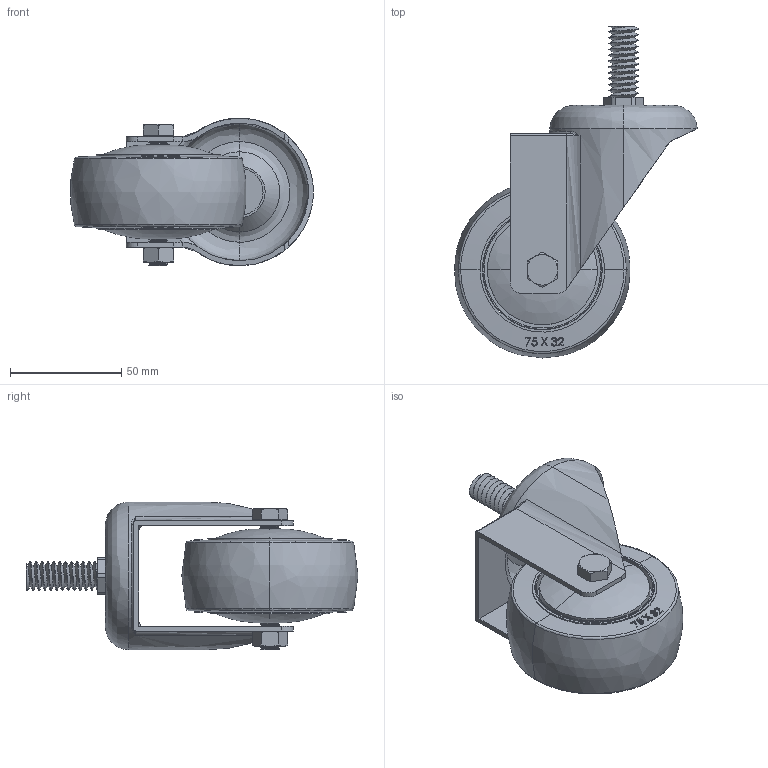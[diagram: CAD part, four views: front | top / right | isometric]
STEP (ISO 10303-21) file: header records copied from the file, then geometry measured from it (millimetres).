
FILE_DESCRIPTION(('FreeCAD Model'),'2;1');
FILE_NAME('Open CASCADE Shape Model','2025-05-01T15:18:04',('FreeCAD'),( 'FreeCAD'),'Open CASCADE STEP processor 7.6','FreeCAD','Unknown');
FILE_SCHEMA(('AUTOMOTIVE_DESIGN { 1 0 10303 214 1 1 1 1 }'));
Products named in the file (1): Open CASCADE STEP translator 7.6 1
Bounding box: 109.08 x 149.27 x 66.47 mm (x, y, z)
Volume: 200283.8 mm3; surface area: 68033.6 mm2
Topology: 6 solids, 6 shells, 513 faces, 1352 edges, 877 vertices
Faces by surface type: bspline 513
Entity records: 35637 total; most frequent: CARTESIAN_POINT 27743, ORIENTED_EDGE 2700, EDGE_CURVE 1350, B_SPLINE_CURVE_WITH_KNOTS 1071, VERTEX_POINT 877, FACE_BOUND 553, EDGE_LOOP 553, ADVANCED_FACE 513
